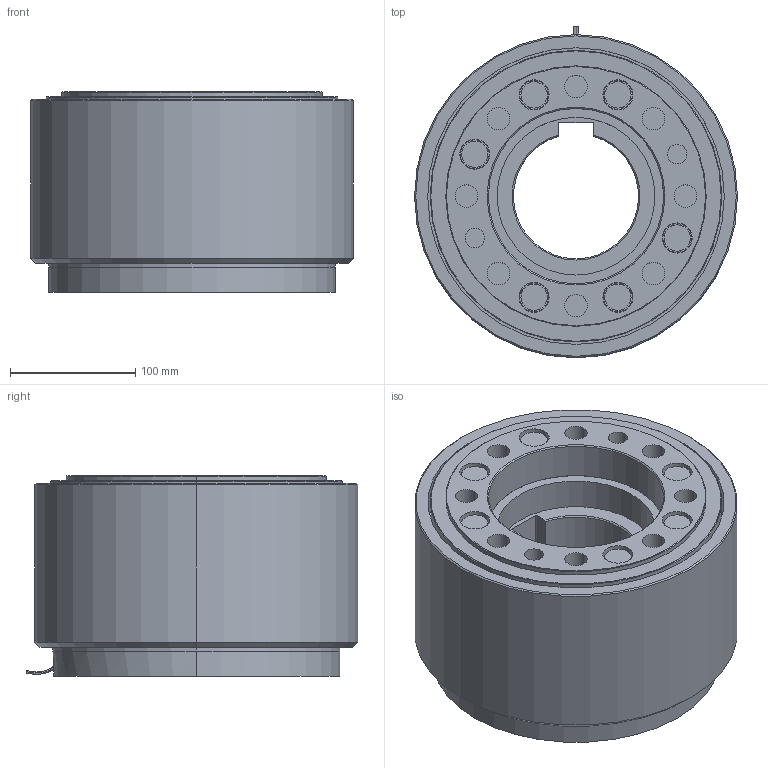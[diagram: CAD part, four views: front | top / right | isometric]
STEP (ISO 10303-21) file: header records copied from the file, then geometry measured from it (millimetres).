
FILE_DESCRIPTION (( 'STEP AP203' ), '1' );
FILE_NAME ('MZ 400_23576100.STEP', '2016-06-28T05:13:37', ( ' ' ), ( '' ), 'SwSTEP 2.0', 'SolidWorks 2009', '' );
FILE_SCHEMA (( 'CONFIG_CONTROL_DESIGN' ));
Length unit declared in the file: millimetre
Products named in the file (1): MZ 400_23576100
Bounding box: 258 x 265.04 x 160 mm (x, y, z)
Volume: 6249815.2 mm3; surface area: 369223.1 mm2
Topology: 1 solids, 1 shells, 173 faces, 358 edges, 232 vertices
Faces by surface type: cylinder 96, plane 51, cone 22, bspline 4
Entity records: 5049 total; most frequent: CARTESIAN_POINT 1094, DIRECTION 910, ORIENTED_EDGE 716, AXIS2_PLACEMENT_3D 392, EDGE_CURVE 358, VERTEX_POINT 232, CIRCLE 222, EDGE_LOOP 220
